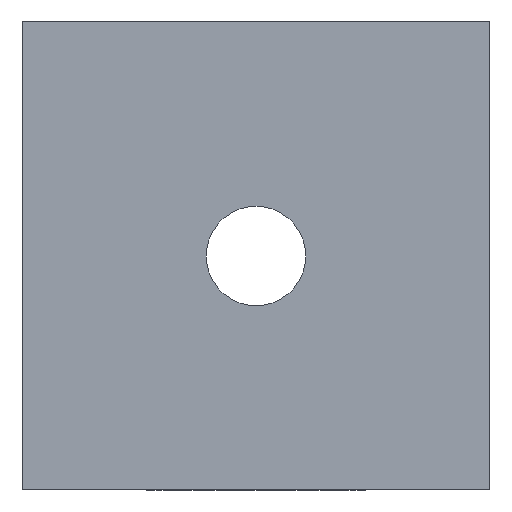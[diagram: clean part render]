
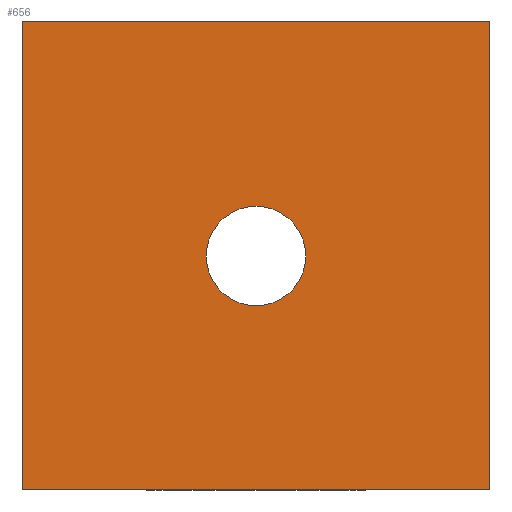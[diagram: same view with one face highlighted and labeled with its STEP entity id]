
A CAD part, front view. The second image highlights one B-rep face of the part: STEP entity #656.
In plain terms, the highlighted planar face has unit normal (0, -1, 0).
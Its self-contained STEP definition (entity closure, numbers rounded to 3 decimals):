
#1 = EDGE_CURVE ( 'NONE', #254, #243, #560, .T. ) ;
#3 = EDGE_CURVE ( 'NONE', #233, #254, #564, .T. ) ;
#9 = EDGE_CURVE ( 'NONE', #243, #235, #574, .T. ) ;
#17 = EDGE_CURVE ( 'NONE', #236, #253, #589, .T. ) ;
#19 = EDGE_CURVE ( 'NONE', #235, #233, #590, .T. ) ;
#43 = AXIS2_PLACEMENT_3D ( 'NONE', #200, #199, #198 ) ;
#50 = EDGE_CURVE ( 'NONE', #253, #236, #632, .T. ) ;
#128 = FACE_OUTER_BOUND ( 'NONE', #485, .T. ) ;
#129 = FACE_BOUND ( 'NONE', #486, .T. ) ;
#162 = DIRECTION ( 'NONE',  ( 1., 0., 0. ) ) ;
#166 = CARTESIAN_POINT ( 'NONE',  ( -20., 0., -20. ) ) ;
#170 = DIRECTION ( 'NONE',  ( 0., -1., 0. ) ) ;
#193 = DIRECTION ( 'NONE',  ( -1., 0., 0. ) ) ;
#194 = CARTESIAN_POINT ( 'NONE',  ( -20., 0., 0. ) ) ;
#198 = DIRECTION ( 'NONE',  ( 1., 0., 0. ) ) ;
#199 = DIRECTION ( 'NONE',  ( 0., -1., 0. ) ) ;
#200 = CARTESIAN_POINT ( 'NONE',  ( -20., 0., -20. ) ) ;
#233 = VERTEX_POINT ( 'NONE', #281 ) ;
#235 = VERTEX_POINT ( 'NONE', #283 ) ;
#236 = VERTEX_POINT ( 'NONE', #284 ) ;
#243 = VERTEX_POINT ( 'NONE', #291 ) ;
#253 = VERTEX_POINT ( 'NONE', #299 ) ;
#254 = VERTEX_POINT ( 'NONE', #300 ) ;
#258 = CARTESIAN_POINT ( 'NONE',  ( -20., 0., -40. ) ) ;
#259 = DIRECTION ( 'NONE',  ( 1., 0., 0. ) ) ;
#263 = CARTESIAN_POINT ( 'NONE',  ( -40., 0., -20. ) ) ;
#264 = DIRECTION ( 'NONE',  ( 0., 0., -1. ) ) ;
#272 = CARTESIAN_POINT ( 'NONE',  ( 0., 0., -20. ) ) ;
#275 = DIRECTION ( 'NONE',  ( 0., 0., 1. ) ) ;
#281 = CARTESIAN_POINT ( 'NONE',  ( -40., 0., 0. ) ) ;
#283 = CARTESIAN_POINT ( 'NONE',  ( 0., 0., 0. ) ) ;
#284 = CARTESIAN_POINT ( 'NONE',  ( -24.25, 0., -20. ) ) ;
#291 = CARTESIAN_POINT ( 'NONE',  ( 0., 0., -40. ) ) ;
#299 = CARTESIAN_POINT ( 'NONE',  ( -15.75, 0., -20. ) ) ;
#300 = CARTESIAN_POINT ( 'NONE',  ( -40., 0., -40. ) ) ;
#369 = PLANE ( 'NONE',  #710 ) ;
#370 = CARTESIAN_POINT ( 'NONE',  ( -40., 0., 0. ) ) ;
#371 = DIRECTION ( 'NONE',  ( 0., -1., 0. ) ) ;
#372 = DIRECTION ( 'NONE',  ( 0., 0., -1. ) ) ;
#426 = AXIS2_PLACEMENT_3D ( 'NONE', #166, #170, #162 ) ;
#485 = EDGE_LOOP ( 'NONE', ( #508, #509, #510, #511 ) ) ;
#486 = EDGE_LOOP ( 'NONE', ( #506, #507 ) ) ;
#506 = ORIENTED_EDGE ( 'NONE', *, *, #50, .F. ) ;
#507 = ORIENTED_EDGE ( 'NONE', *, *, #17, .F. ) ;
#508 = ORIENTED_EDGE ( 'NONE', *, *, #1, .T. ) ;
#509 = ORIENTED_EDGE ( 'NONE', *, *, #9, .T. ) ;
#510 = ORIENTED_EDGE ( 'NONE', *, *, #19, .T. ) ;
#511 = ORIENTED_EDGE ( 'NONE', *, *, #3, .T. ) ;
#560 = LINE ( 'NONE', #258, #561 ) ;
#561 = VECTOR ( 'NONE', #259, 1000. ) ;
#564 = LINE ( 'NONE', #263, #565 ) ;
#565 = VECTOR ( 'NONE', #264, 1000. ) ;
#574 = LINE ( 'NONE', #272, #576 ) ;
#576 = VECTOR ( 'NONE', #275, 1000. ) ;
#589 = CIRCLE ( 'NONE', #43, 4.25 ) ;
#590 = LINE ( 'NONE', #194, #592 ) ;
#592 = VECTOR ( 'NONE', #193, 1000. ) ;
#632 = CIRCLE ( 'NONE', #426, 4.25 ) ;
#656 = ADVANCED_FACE ( 'NONE', ( #129, #128 ), #369, .T. ) ;
#710 = AXIS2_PLACEMENT_3D ( 'NONE', #370, #371, #372 ) ;
